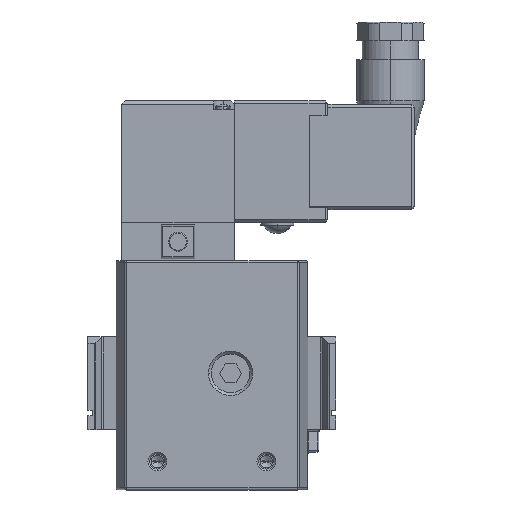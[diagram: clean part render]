
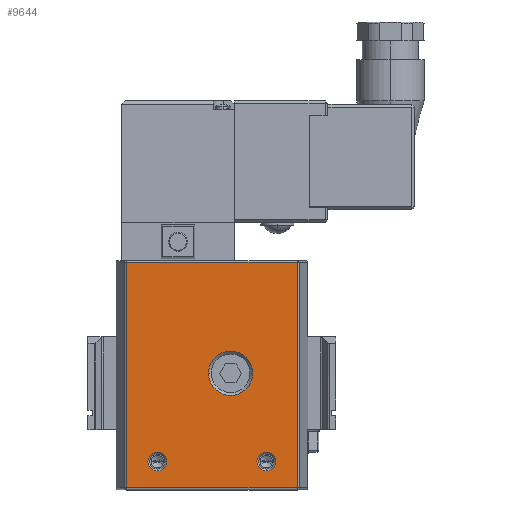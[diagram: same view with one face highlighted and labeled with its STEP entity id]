
A CAD part, top view. The second image highlights one B-rep face of the part: STEP entity #9644.
In plain terms, the highlighted planar face has unit normal (0, 0, 1).
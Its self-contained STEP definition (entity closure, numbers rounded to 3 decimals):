
#1071 = CARTESIAN_POINT ( 'NONE',  ( 17., -23.5, 20. ) ) ;
#1094 = CARTESIAN_POINT ( 'NONE',  ( -22.716, -30.5, 20. ) ) ;
#1109 = CARTESIAN_POINT ( 'NONE',  ( 22.716, -30.5, 20. ) ) ;
#1197 = CARTESIAN_POINT ( 'NONE',  ( 12., -23.5, 20. ) ) ;
#1212 = CARTESIAN_POINT ( 'NONE',  ( -17., -23.5, 20. ) ) ;
#2042 = AXIS2_PLACEMENT_3D ( 'NONE', #2761, #14526, #14468 ) ;
#2148 = DIRECTION ( 'NONE',  ( -1., 0., 0. ) ) ;
#2207 = DIRECTION ( 'NONE',  ( 0., 0., -1. ) ) ;
#2215 = CARTESIAN_POINT ( 'NONE',  ( 14.5, -23.5, 20. ) ) ;
#2761 = CARTESIAN_POINT ( 'NONE',  ( 23.1, 30., 20. ) ) ;
#2853 = PLANE ( 'NONE',  #2042 ) ;
#3214 = VECTOR ( 'NONE', #12132, 1000. ) ;
#3232 = CIRCLE ( 'NONE', #3233, 5.894 ) ;
#3233 = AXIS2_PLACEMENT_3D ( 'NONE', #12110, #12107, #12113 ) ;
#3234 = CIRCLE ( 'NONE', #4382, 5.894 ) ;
#4277 = CIRCLE ( 'NONE', #8023, 2.5 ) ;
#4381 = VECTOR ( 'NONE', #12104, 1000. ) ;
#4382 = AXIS2_PLACEMENT_3D ( 'NONE', #12119, #12120, #12105 ) ;
#4385 = VECTOR ( 'NONE', #12161, 1000. ) ;
#4409 = VECTOR ( 'NONE', #12126, 1000. ) ;
#5438 = ORIENTED_EDGE ( 'NONE', *, *, #6554, .T. ) ;
#5456 = VERTEX_POINT ( 'NONE', #1094 ) ;
#5488 = VERTEX_POINT ( 'NONE', #1197 ) ;
#5522 = VERTEX_POINT ( 'NONE', #1212 ) ;
#5523 = VERTEX_POINT ( 'NONE', #1071 ) ;
#5553 = VERTEX_POINT ( 'NONE', #1109 ) ;
#5782 = EDGE_LOOP ( 'NONE', ( #13626, #13841 ) ) ;
#5783 = EDGE_LOOP ( 'NONE', ( #13632, #5438 ) ) ;
#5786 = EDGE_LOOP ( 'NONE', ( #13818, #13836, #13838, #13825 ) ) ;
#5787 = EDGE_LOOP ( 'NONE', ( #13812, #13813 ) ) ;
#5858 = CIRCLE ( 'NONE', #5889, 2.5 ) ;
#5889 = AXIS2_PLACEMENT_3D ( 'NONE', #7617, #7548, #7557 ) ;
#6439 = EDGE_CURVE ( 'NONE', #5522, #12539, #5858, .T. ) ;
#6554 = EDGE_CURVE ( 'NONE', #5488, #5523, #10145, .T. ) ;
#7548 = DIRECTION ( 'NONE',  ( 0., 0., -1. ) ) ;
#7557 = DIRECTION ( 'NONE',  ( -1., 0., 0. ) ) ;
#7617 = CARTESIAN_POINT ( 'NONE',  ( -14.5, -23.5, 20. ) ) ;
#8023 = AXIS2_PLACEMENT_3D ( 'NONE', #9053, #9048, #9050 ) ;
#8505 = FACE_BOUND ( 'NONE', #5783, .T. ) ;
#8506 = FACE_BOUND ( 'NONE', #5782, .T. ) ;
#8507 = FACE_BOUND ( 'NONE', #5787, .T. ) ;
#8508 = FACE_OUTER_BOUND ( 'NONE', #5786, .T. ) ;
#8794 = EDGE_CURVE ( 'NONE', #5523, #5488, #14096, .T. ) ;
#9048 = DIRECTION ( 'NONE',  ( 0., 0., -1. ) ) ;
#9050 = DIRECTION ( 'NONE',  ( -1., 0., 0. ) ) ;
#9053 = CARTESIAN_POINT ( 'NONE',  ( -14.5, -23.5, 20. ) ) ;
#9504 = EDGE_CURVE ( 'NONE', #12539, #5522, #4277, .T. ) ;
#9644 = ADVANCED_FACE ( 'NONE', ( #8508, #8507, #8506, #8505 ), #2853, .F. ) ;
#9731 = EDGE_CURVE ( 'NONE', #5456, #5553, #17106, .T. ) ;
#9743 = EDGE_CURVE ( 'NONE', #12398, #10787, #3232, .T. ) ;
#9744 = EDGE_CURVE ( 'NONE', #12434, #5456, #17034, .T. ) ;
#9745 = EDGE_CURVE ( 'NONE', #10787, #12398, #3234, .T. ) ;
#9748 = EDGE_CURVE ( 'NONE', #5553, #12437, #17093, .T. ) ;
#9766 = EDGE_CURVE ( 'NONE', #12437, #12434, #17043, .T. ) ;
#9772 = AXIS2_PLACEMENT_3D ( 'NONE', #2215, #2207, #2148 ) ;
#10145 = CIRCLE ( 'NONE', #10165, 2.5 ) ;
#10165 = AXIS2_PLACEMENT_3D ( 'NONE', #16036, #16065, #16027 ) ;
#10787 = VERTEX_POINT ( 'NONE', #14258 ) ;
#12104 = DIRECTION ( 'NONE',  ( 0., -1., 0. ) ) ;
#12105 = DIRECTION ( 'NONE',  ( -1., 0., 0. ) ) ;
#12107 = DIRECTION ( 'NONE',  ( 0., 0., -1. ) ) ;
#12109 = CARTESIAN_POINT ( 'NONE',  ( -22.716, 30., 20. ) ) ;
#12110 = CARTESIAN_POINT ( 'NONE',  ( 5., 0., 20. ) ) ;
#12113 = DIRECTION ( 'NONE',  ( -1., 0., 0. ) ) ;
#12119 = CARTESIAN_POINT ( 'NONE',  ( 5., 0., 20. ) ) ;
#12120 = DIRECTION ( 'NONE',  ( 0., 0., -1. ) ) ;
#12126 = DIRECTION ( 'NONE',  ( -1., 0., 0. ) ) ;
#12131 = CARTESIAN_POINT ( 'NONE',  ( 23.1, -30.5, 20. ) ) ;
#12132 = DIRECTION ( 'NONE',  ( 1., 0., 0. ) ) ;
#12156 = CARTESIAN_POINT ( 'NONE',  ( 22.716, 30., 20. ) ) ;
#12161 = DIRECTION ( 'NONE',  ( 0., 1., 0. ) ) ;
#12189 = CARTESIAN_POINT ( 'NONE',  ( -23.1, 29.5, 20. ) ) ;
#12398 = VERTEX_POINT ( 'NONE', #15131 ) ;
#12434 = VERTEX_POINT ( 'NONE', #15314 ) ;
#12437 = VERTEX_POINT ( 'NONE', #15316 ) ;
#12539 = VERTEX_POINT ( 'NONE', #15307 ) ;
#13626 = ORIENTED_EDGE ( 'NONE', *, *, #9504, .T. ) ;
#13632 = ORIENTED_EDGE ( 'NONE', *, *, #8794, .T. ) ;
#13812 = ORIENTED_EDGE ( 'NONE', *, *, #9743, .T. ) ;
#13813 = ORIENTED_EDGE ( 'NONE', *, *, #9745, .T. ) ;
#13818 = ORIENTED_EDGE ( 'NONE', *, *, #9731, .T. ) ;
#13825 = ORIENTED_EDGE ( 'NONE', *, *, #9744, .T. ) ;
#13836 = ORIENTED_EDGE ( 'NONE', *, *, #9748, .T. ) ;
#13838 = ORIENTED_EDGE ( 'NONE', *, *, #9766, .T. ) ;
#13841 = ORIENTED_EDGE ( 'NONE', *, *, #6439, .T. ) ;
#14096 = CIRCLE ( 'NONE', #9772, 2.5 ) ;
#14258 = CARTESIAN_POINT ( 'NONE',  ( -0.894, 0., 20. ) ) ;
#14468 = DIRECTION ( 'NONE',  ( -1., 0., 0. ) ) ;
#14526 = DIRECTION ( 'NONE',  ( 0., 0., -1. ) ) ;
#15131 = CARTESIAN_POINT ( 'NONE',  ( 10.894, 0., 20. ) ) ;
#15307 = CARTESIAN_POINT ( 'NONE',  ( -12., -23.5, 20. ) ) ;
#15314 = CARTESIAN_POINT ( 'NONE',  ( -22.716, 29.5, 20. ) ) ;
#15316 = CARTESIAN_POINT ( 'NONE',  ( 22.716, 29.5, 20. ) ) ;
#16027 = DIRECTION ( 'NONE',  ( -1., 0., 0. ) ) ;
#16036 = CARTESIAN_POINT ( 'NONE',  ( 14.5, -23.5, 20. ) ) ;
#16065 = DIRECTION ( 'NONE',  ( 0., 0., -1. ) ) ;
#17034 = LINE ( 'NONE', #12109, #4381 ) ;
#17043 = LINE ( 'NONE', #12189, #4409 ) ;
#17093 = LINE ( 'NONE', #12156, #4385 ) ;
#17106 = LINE ( 'NONE', #12131, #3214 ) ;
